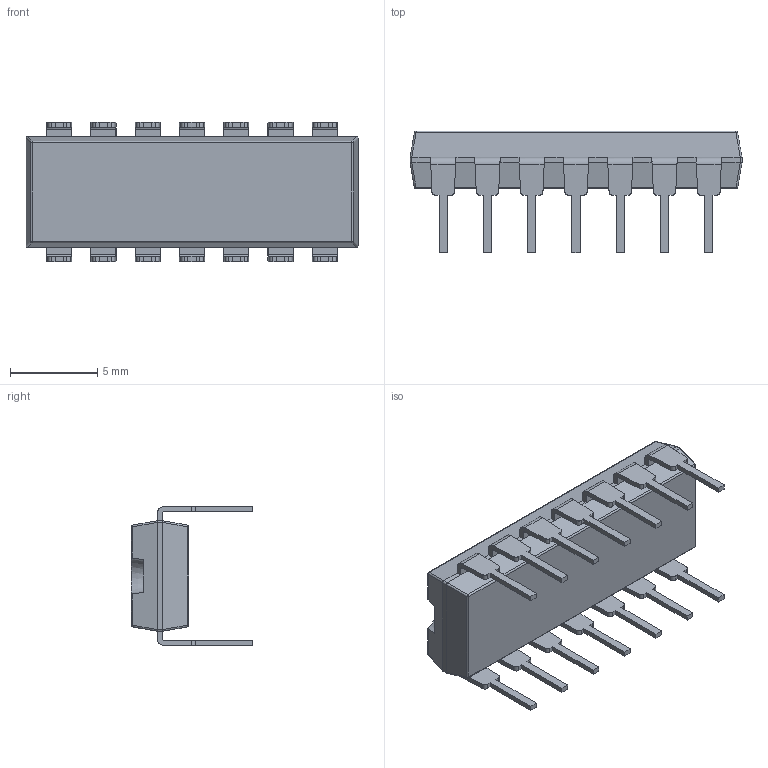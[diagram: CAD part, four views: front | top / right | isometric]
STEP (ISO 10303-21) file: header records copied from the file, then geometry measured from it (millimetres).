
FILE_DESCRIPTION (( 'STEP AP214' ), '1' );
FILE_NAME ('11410825-6B1F-411A-88AF-744E61F6CB64.STEP', '2008-06-26T03:08:20', ( 'sysAdmin' ), ( 'SolidWorks' ), 'SwSTEP 2.0', 'SolidWorks 2008', '' );
FILE_SCHEMA (( 'AUTOMOTIVE_DESIGN' ));
Length unit declared in the file: millimetre
Products named in the file (1): 11410825-6B1F-411A-88AF-744E61F6CB64
Bounding box: 19.05 x 6.98 x 8 mm (x, y, z)
Volume: 398.7 mm3; surface area: 568.9 mm2
Topology: 1 solids, 1 shells, 272 faces, 735 edges, 458 vertices
Faces by surface type: plane 184, cylinder 77, sphere 8, cone 3
Entity records: 8977 total; most frequent: CARTESIAN_POINT 1734, ORIENTED_EDGE 1454, DIRECTION 1275, EDGE_CURVE 727, VECTOR 557, LINE 557, VERTEX_POINT 458, AXIS2_PLACEMENT_3D 359
